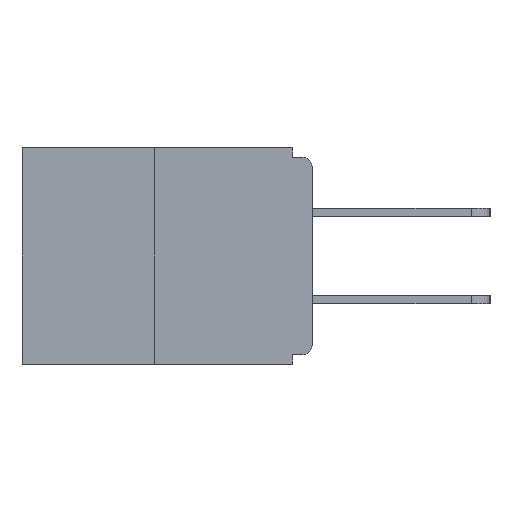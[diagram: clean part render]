
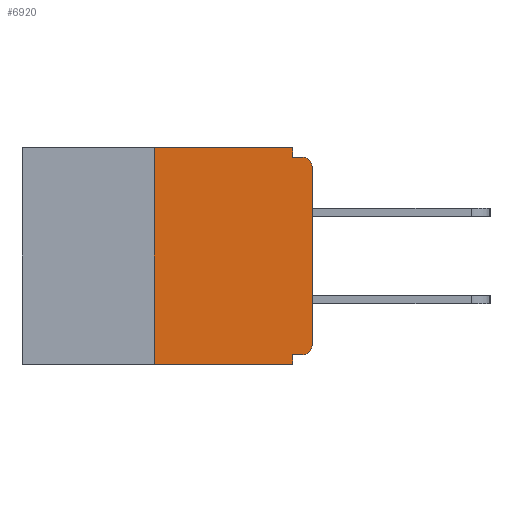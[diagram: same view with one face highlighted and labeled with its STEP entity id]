
A CAD part, left-side view. The second image highlights one B-rep face of the part: STEP entity #6920.
In plain terms, the highlighted planar face has unit normal (-1, 0, 0).
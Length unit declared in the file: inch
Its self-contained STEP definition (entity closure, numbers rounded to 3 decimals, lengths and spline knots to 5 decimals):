
#359 = LINE ( 'NONE', #6531, #16075 ) ;
#829 = CARTESIAN_POINT ( 'NONE',  ( 0., 0.031, -0.343 ) ) ;
#1119 = VERTEX_POINT ( 'NONE', #17171 ) ;
#1251 = VERTEX_POINT ( 'NONE', #2642 ) ;
#1561 = CARTESIAN_POINT ( 'NONE',  ( 0., 0.46, 0. ) ) ;
#1638 = DIRECTION ( 'NONE',  ( 0., 0., 1. ) ) ;
#1697 = DIRECTION ( 'NONE',  ( 0., -1., 0. ) ) ;
#1768 = DIRECTION ( 'NONE',  ( 0., 0., -1. ) ) ;
#1786 = VERTEX_POINT ( 'NONE', #10485 ) ;
#1998 = EDGE_CURVE ( 'NONE', #9753, #1786, #17030, .T. ) ;
#2056 = EDGE_CURVE ( 'NONE', #19155, #1786, #7316, .T. ) ;
#2079 = CARTESIAN_POINT ( 'NONE',  ( 0., 0.46, 0. ) ) ;
#2287 = EDGE_CURVE ( 'NONE', #14407, #6316, #8102, .T. ) ;
#2388 = CARTESIAN_POINT ( 'NONE',  ( 0., 0.015, -0.03 ) ) ;
#2642 = CARTESIAN_POINT ( 'NONE',  ( 0., 0.031, 0. ) ) ;
#3202 = VERTEX_POINT ( 'NONE', #12226 ) ;
#3583 = CARTESIAN_POINT ( 'NONE',  ( 0., 0., -0.03 ) ) ;
#3648 = VECTOR ( 'NONE', #1638, 39.37008 ) ;
#4489 = AXIS2_PLACEMENT_3D ( 'NONE', #15583, #8224, #1768 ) ;
#4853 = LINE ( 'NONE', #15542, #3648 ) ;
#4915 = CARTESIAN_POINT ( 'NONE',  ( 0., 0., -0.015 ) ) ;
#5774 = CIRCLE ( 'NONE', #4489, 0.015 ) ;
#5903 = ORIENTED_EDGE ( 'NONE', *, *, #9421, .F. ) ;
#6316 = VERTEX_POINT ( 'NONE', #19987 ) ;
#6531 = CARTESIAN_POINT ( 'NONE',  ( 0., 0.031, 0. ) ) ;
#6624 = EDGE_CURVE ( 'NONE', #6316, #14831, #19175, .T. ) ;
#6724 = VECTOR ( 'NONE', #17835, 39.37008 ) ;
#6817 = EDGE_CURVE ( 'NONE', #8093, #14831, #12471, .T. ) ;
#6899 = EDGE_CURVE ( 'NONE', #1251, #9753, #359, .T. ) ;
#6920 = ADVANCED_FACE ( 'NONE', ( #17409 ), #8136, .F. ) ;
#7044 = DIRECTION ( 'NONE',  ( 0., 0., -1. ) ) ;
#7316 = CIRCLE ( 'NONE', #19906, 0.015 ) ;
#7364 = ORIENTED_EDGE ( 'NONE', *, *, #6624, .F. ) ;
#7501 = EDGE_CURVE ( 'NONE', #3202, #19155, #4853, .T. ) ;
#7524 = DIRECTION ( 'NONE',  ( 0., -1., 0. ) ) ;
#7957 = CARTESIAN_POINT ( 'NONE',  ( 0., 0.25, -0.343 ) ) ;
#8093 = VERTEX_POINT ( 'NONE', #7957 ) ;
#8102 = LINE ( 'NONE', #12932, #17628 ) ;
#8136 = PLANE ( 'NONE',  #19335 ) ;
#8224 = DIRECTION ( 'NONE',  ( -1., 0., 0. ) ) ;
#8367 = ORIENTED_EDGE ( 'NONE', *, *, #1998, .F. ) ;
#8580 = EDGE_CURVE ( 'NONE', #8093, #1119, #10630, .T. ) ;
#8591 = VECTOR ( 'NONE', #1697, 39.37008 ) ;
#8663 = VECTOR ( 'NONE', #12570, 39.37008 ) ;
#9112 = DIRECTION ( 'NONE',  ( 0., 0., 1. ) ) ;
#9234 = LINE ( 'NONE', #1561, #12116 ) ;
#9421 = EDGE_CURVE ( 'NONE', #1119, #1251, #9234, .T. ) ;
#9714 = DIRECTION ( 'NONE',  ( 0., 1., 0. ) ) ;
#9753 = VERTEX_POINT ( 'NONE', #19837 ) ;
#10485 = CARTESIAN_POINT ( 'NONE',  ( 0., 0.015, -0.015 ) ) ;
#10630 = LINE ( 'NONE', #16773, #11393 ) ;
#10987 = ORIENTED_EDGE ( 'NONE', *, *, #19248, .T. ) ;
#11060 = CARTESIAN_POINT ( 'NONE',  ( 0., 0.46, -0.343 ) ) ;
#11393 = VECTOR ( 'NONE', #9112, 39.37008 ) ;
#11676 = CARTESIAN_POINT ( 'NONE',  ( 0., 0.031, -0.343 ) ) ;
#12113 = ORIENTED_EDGE ( 'NONE', *, *, #8580, .F. ) ;
#12116 = VECTOR ( 'NONE', #7524, 39.37008 ) ;
#12226 = CARTESIAN_POINT ( 'NONE',  ( 0., 0., -0.313 ) ) ;
#12471 = LINE ( 'NONE', #11060, #8663 ) ;
#12570 = DIRECTION ( 'NONE',  ( 0., -1., 0. ) ) ;
#12932 = CARTESIAN_POINT ( 'NONE',  ( 0., 0., -0.328 ) ) ;
#12964 = DIRECTION ( 'NONE',  ( 1., 0., 0. ) ) ;
#13200 = ORIENTED_EDGE ( 'NONE', *, *, #2287, .F. ) ;
#14407 = VERTEX_POINT ( 'NONE', #15902 ) ;
#14474 = DIRECTION ( 'NONE',  ( 0., 0., -1. ) ) ;
#14500 = ORIENTED_EDGE ( 'NONE', *, *, #6817, .T. ) ;
#14831 = VERTEX_POINT ( 'NONE', #829 ) ;
#14980 = ORIENTED_EDGE ( 'NONE', *, *, #7501, .T. ) ;
#15542 = CARTESIAN_POINT ( 'NONE',  ( 0., 0., 0. ) ) ;
#15583 = CARTESIAN_POINT ( 'NONE',  ( 0., 0.015, -0.313 ) ) ;
#15890 = DIRECTION ( 'NONE',  ( 0., 0., -1. ) ) ;
#15902 = CARTESIAN_POINT ( 'NONE',  ( 0., 0.015, -0.328 ) ) ;
#16075 = VECTOR ( 'NONE', #15890, 39.37008 ) ;
#16773 = CARTESIAN_POINT ( 'NONE',  ( 0., 0.25, 0. ) ) ;
#17030 = LINE ( 'NONE', #4915, #8591 ) ;
#17171 = CARTESIAN_POINT ( 'NONE',  ( 0., 0.25, 0. ) ) ;
#17409 = FACE_OUTER_BOUND ( 'NONE', #19924, .T. ) ;
#17628 = VECTOR ( 'NONE', #9714, 39.37008 ) ;
#17835 = DIRECTION ( 'NONE',  ( 0., 0., -1. ) ) ;
#19104 = ORIENTED_EDGE ( 'NONE', *, *, #6899, .F. ) ;
#19155 = VERTEX_POINT ( 'NONE', #3583 ) ;
#19175 = LINE ( 'NONE', #11676, #6724 ) ;
#19248 = EDGE_CURVE ( 'NONE', #14407, #3202, #5774, .T. ) ;
#19335 = AXIS2_PLACEMENT_3D ( 'NONE', #2079, #12964, #14474 ) ;
#19364 = DIRECTION ( 'NONE',  ( -1., 0., 0. ) ) ;
#19711 = ORIENTED_EDGE ( 'NONE', *, *, #2056, .T. ) ;
#19837 = CARTESIAN_POINT ( 'NONE',  ( 0., 0.031, -0.015 ) ) ;
#19906 = AXIS2_PLACEMENT_3D ( 'NONE', #2388, #19364, #7044 ) ;
#19924 = EDGE_LOOP ( 'NONE', ( #5903, #12113, #14500, #7364, #13200, #10987, #14980, #19711, #8367, #19104 ) ) ;
#19987 = CARTESIAN_POINT ( 'NONE',  ( 0., 0.031, -0.328 ) ) ;
